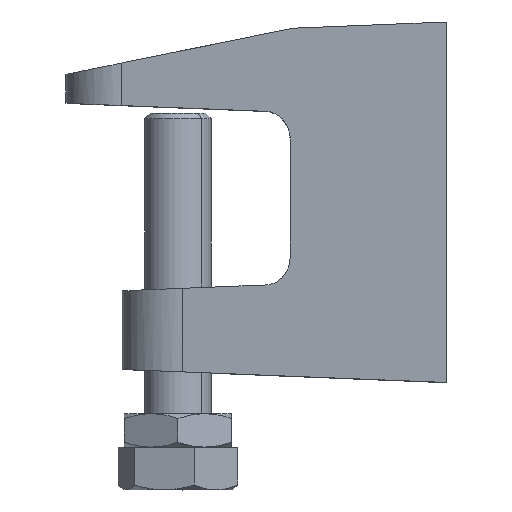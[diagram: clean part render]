
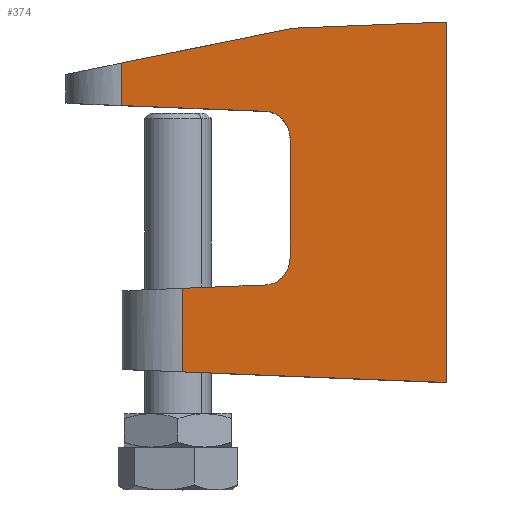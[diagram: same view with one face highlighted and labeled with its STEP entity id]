
A CAD part, top view. The second image highlights one B-rep face of the part: STEP entity #374.
In plain terms, the highlighted planar face has unit normal (-0.074, 0, 0.997).
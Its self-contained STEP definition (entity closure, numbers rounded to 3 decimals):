
#19 = LINE ( 'NONE', #2712, #3462 ) ;
#21 = VERTEX_POINT ( 'NONE', #171 ) ;
#39 = VECTOR ( 'NONE', #864, 1000. ) ;
#58 = CARTESIAN_POINT ( 'NONE',  ( 25.652, -4.395, 36.451 ) ) ;
#67 = CARTESIAN_POINT ( 'NONE',  ( -22.928, 43.46, 32.828 ) ) ;
#171 = CARTESIAN_POINT ( 'NONE',  ( -13.827, -2.802, 33.507 ) ) ;
#195 = CARTESIAN_POINT ( 'NONE',  ( 2.304, 12.072, 34.71 ) ) ;
#361 = VERTEX_POINT ( 'NONE', #67 ) ;
#374 = ADVANCED_FACE ( 'NONE', ( #614 ), #3221, .F. ) ;
#408 = DIRECTION ( 'NONE',  ( -0.996, -0.04, -0.074 ) ) ;
#410 = CARTESIAN_POINT ( 'NONE',  ( 2.304, 31.904, 34.71 ) ) ;
#453 = ORIENTED_EDGE ( 'NONE', *, *, #3439, .T. ) ;
#511 = CARTESIAN_POINT ( 'NONE',  ( 26.802, 11.351, 36.537 ) ) ;
#512 = VERTEX_POINT ( 'NONE', #1154 ) ;
#557 = ORIENTED_EDGE ( 'NONE', *, *, #1925, .F. ) ;
#574 = ORIENTED_EDGE ( 'NONE', *, *, #1463, .T. ) ;
#612 = DIRECTION ( 'NONE',  ( 0., -1., 0. ) ) ;
#614 = FACE_OUTER_BOUND ( 'NONE', #2625, .T. ) ;
#618 = EDGE_CURVE ( 'NONE', #21, #2303, #2104, .T. ) ;
#659 = VECTOR ( 'NONE', #408, 1000. ) ;
#703 = CARTESIAN_POINT ( 'NONE',  ( 2.304, 34.364, 34.71 ) ) ;
#778 = EDGE_CURVE ( 'NONE', #1055, #3210, #1012, .T. ) ;
#814 = CARTESIAN_POINT ( 'NONE',  ( -22.928, 49.597, 32.828 ) ) ;
#864 = DIRECTION ( 'NONE',  ( 0., 1., 0. ) ) ;
#978 = CARTESIAN_POINT ( 'NONE',  ( -1.303, 36.219, 34.441 ) ) ;
#1011 = VECTOR ( 'NONE', #3593, 1000. ) ;
#1012 = LINE ( 'NONE', #2456, #659 ) ;
#1039 = DIRECTION ( 'NONE',  ( 0.996, -0.04, 0.074 ) ) ;
#1055 = VERTEX_POINT ( 'NONE', #1540 ) ;
#1154 = CARTESIAN_POINT ( 'NONE',  ( -22.928, 37.092, 32.828 ) ) ;
#1205 = EDGE_CURVE ( 'NONE', #361, #512, #2839, .T. ) ;
#1427 = CARTESIAN_POINT ( 'NONE',  ( 25.218, 35.149, 36.418 ) ) ;
#1463 = EDGE_CURVE ( 'NONE', #2929, #2303, #3160, .T. ) ;
#1478 = ORIENTED_EDGE ( 'NONE', *, *, #2617, .T. ) ;
#1492 = VERTEX_POINT ( 'NONE', #1907 ) ;
#1540 = CARTESIAN_POINT ( 'NONE',  ( 25.652, 49.597, 36.451 ) ) ;
#1597 = ORIENTED_EDGE ( 'NONE', *, *, #3154, .T. ) ;
#1619 = ORIENTED_EDGE ( 'NONE', *, *, #3631, .T. ) ;
#1781 = CARTESIAN_POINT ( 'NONE',  ( 25.652, 49.597, 36.451 ) ) ;
#1876 = CARTESIAN_POINT ( 'NONE',  ( 2.304, 14.532, 34.71 ) ) ;
#1878 = VERTEX_POINT ( 'NONE', #3648 ) ;
#1907 = CARTESIAN_POINT ( 'NONE',  ( -1.303, 36.219, 34.441 ) ) ;
#1925 = EDGE_CURVE ( 'NONE', #1055, #2684, #3034, .T. ) ;
#1930 = CARTESIAN_POINT ( 'NONE',  ( -1.303, 10.217, 34.441 ) ) ;
#1999 = CARTESIAN_POINT ( 'NONE',  ( -1.303, 10.217, 34.441 ) ) ;
#2005 = VECTOR ( 'NONE', #2595, 1000. ) ;
#2029 = CARTESIAN_POINT ( 'NONE',  ( -13.827, -4.395, 33.507 ) ) ;
#2104 = LINE ( 'NONE', #2029, #39 ) ;
#2113 = VECTOR ( 'NONE', #3758, 1000. ) ;
#2129 = DIRECTION ( 'NONE',  ( 0.074, 0., -0.997 ) ) ;
#2137 = DIRECTION ( 'NONE',  ( -0.977, -0.199, -0.073 ) ) ;
#2145 = CARTESIAN_POINT ( 'NONE',  ( 0.825, 36.133, 34.599 ) ) ;
#2148 = EDGE_CURVE ( 'NONE', #512, #1492, #2886, .T. ) ;
#2151 = LINE ( 'NONE', #3027, #3641 ) ;
#2186 = ORIENTED_EDGE ( 'NONE', *, *, #778, .T. ) ;
#2303 = VERTEX_POINT ( 'NONE', #2632 ) ;
#2390 = VERTEX_POINT ( 'NONE', #1876 ) ;
#2417 = VECTOR ( 'NONE', #612, 1000. ) ;
#2456 = CARTESIAN_POINT ( 'NONE',  ( 25.652, 49.597, 36.451 ) ) ;
#2528 = CARTESIAN_POINT ( 'NONE',  ( 2.304, 14.532, 34.71 ) ) ;
#2586 =( BOUNDED_CURVE ( )  B_SPLINE_CURVE ( 3, ( #978, #2145, #703, #410 ),
 .UNSPECIFIED., .F., .T. ) 
 B_SPLINE_CURVE_WITH_KNOTS ( ( 4, 4 ),
 ( 4.747, 6.283 ),
 .UNSPECIFIED. ) 
 CURVE ( )  GEOMETRIC_REPRESENTATION_ITEM ( )  RATIONAL_B_SPLINE_CURVE ( ( 1., 0.813, 0.813, 1. ) ) 
 REPRESENTATION_ITEM ( '' )  );
#2595 = DIRECTION ( 'NONE',  ( 0., -1., 0. ) ) ;
#2617 = EDGE_CURVE ( 'NONE', #3210, #361, #19, .T. ) ;
#2625 = EDGE_LOOP ( 'NONE', ( #3243, #2987, #3557, #453, #1619, #574, #2637, #1597, #557, #2186, #1478 ) ) ;
#2632 = CARTESIAN_POINT ( 'NONE',  ( -13.827, 9.712, 33.507 ) ) ;
#2637 = ORIENTED_EDGE ( 'NONE', *, *, #618, .F. ) ;
#2684 = VERTEX_POINT ( 'NONE', #58 ) ;
#2712 = CARTESIAN_POINT ( 'NONE',  ( 25.099, 53.245, 36.41 ) ) ;
#2733 = CARTESIAN_POINT ( 'NONE',  ( 25.652, 49.597, 36.451 ) ) ;
#2839 = LINE ( 'NONE', #814, #2005 ) ;
#2886 = LINE ( 'NONE', #1427, #2113 ) ;
#2929 = VERTEX_POINT ( 'NONE', #1999 ) ;
#2934 = LINE ( 'NONE', #3239, #2417 ) ;
#2936 = DIRECTION ( 'NONE',  ( 0., -1., 0. ) ) ;
#2987 = ORIENTED_EDGE ( 'NONE', *, *, #2148, .T. ) ;
#3027 = CARTESIAN_POINT ( 'NONE',  ( 24.032, -4.33, 36.33 ) ) ;
#3034 = LINE ( 'NONE', #2733, #1011 ) ;
#3139 = CARTESIAN_POINT ( 'NONE',  ( 2.633, 48.668, 34.734 ) ) ;
#3154 = EDGE_CURVE ( 'NONE', #21, #2684, #2151, .T. ) ;
#3158 = VECTOR ( 'NONE', #3685, 1000. ) ;
#3160 = LINE ( 'NONE', #511, #3158 ) ;
#3210 = VERTEX_POINT ( 'NONE', #3139 ) ;
#3221 = PLANE ( 'NONE',  #3348 ) ;
#3239 = CARTESIAN_POINT ( 'NONE',  ( 2.304, 49.597, 34.71 ) ) ;
#3243 = ORIENTED_EDGE ( 'NONE', *, *, #1205, .T. ) ;
#3348 = AXIS2_PLACEMENT_3D ( 'NONE', #1781, #2129, #2936 ) ;
#3382 = CARTESIAN_POINT ( 'NONE',  ( 0.825, 10.303, 34.599 ) ) ;
#3439 = EDGE_CURVE ( 'NONE', #1878, #2390, #2934, .T. ) ;
#3462 = VECTOR ( 'NONE', #2137, 1000. ) ;
#3555 = EDGE_CURVE ( 'NONE', #1492, #1878, #2586, .T. ) ;
#3557 = ORIENTED_EDGE ( 'NONE', *, *, #3555, .T. ) ;
#3593 = DIRECTION ( 'NONE',  ( 0., -1., 0. ) ) ;
#3631 = EDGE_CURVE ( 'NONE', #2390, #2929, #3752, .T. ) ;
#3641 = VECTOR ( 'NONE', #1039, 1000. ) ;
#3648 = CARTESIAN_POINT ( 'NONE',  ( 2.304, 31.904, 34.71 ) ) ;
#3685 = DIRECTION ( 'NONE',  ( -0.996, -0.04, -0.074 ) ) ;
#3752 =( BOUNDED_CURVE ( )  B_SPLINE_CURVE ( 3, ( #2528, #195, #3382, #1930 ),
 .UNSPECIFIED., .F., .T. ) 
 B_SPLINE_CURVE_WITH_KNOTS ( ( 4, 4 ),
 ( 0., 1.536 ),
 .UNSPECIFIED. ) 
 CURVE ( )  GEOMETRIC_REPRESENTATION_ITEM ( )  RATIONAL_B_SPLINE_CURVE ( ( 1., 0.813, 0.813, 1. ) ) 
 REPRESENTATION_ITEM ( '' )  );
#3758 = DIRECTION ( 'NONE',  ( 0.996, -0.04, 0.074 ) ) ;
